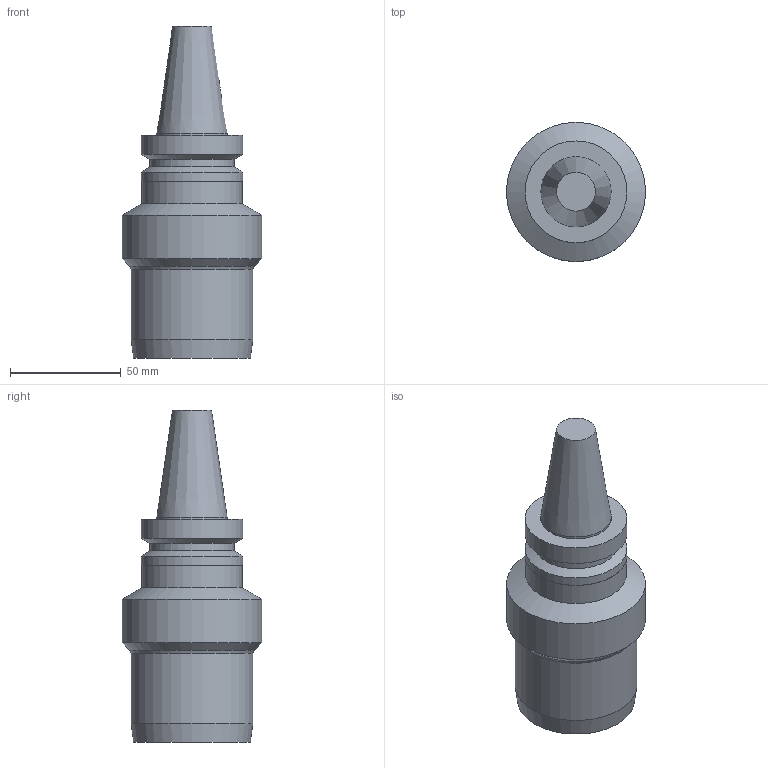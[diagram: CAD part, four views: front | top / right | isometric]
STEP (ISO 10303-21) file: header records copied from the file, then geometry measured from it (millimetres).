
FILE_DESCRIPTION((''),'1');
FILE_NAME('BBT30-HDC1.000-4.stp','2018-02-07T04:42:28',(''),(''),'Spatial Interop R21 SP3','Kubotek KeyCreator 2011 V10.0.2 (22737)',' ');
FILE_SCHEMA(('automotive_design'));
Length unit declared in the file: millimetre
Products named in the file (1): Unnamed[1]
Bounding box: 62.9 x 62.9 x 150 mm (x, y, z)
Volume: 252865.7 mm3; surface area: 25821.8 mm2
Topology: 1 solids, 1 shells, 18 faces, 32 edges, 17 vertices
Faces by surface type: cone 8, cylinder 7, plane 3
Full cylindrical faces by diameter (mm): 31.75 x1, 38 x1, 45.4 x1, 46 x2, 55 x1, 62.9 x1
Entity records: 683 total; most frequent: DIRECTION 72, PRESENTATION_STYLE_ASSIGNMENT 55, COLOUR_RGB 55, CARTESIAN_POINT 53, STYLED_ITEM 36, AXIS2_PLACEMENT_3D 36, CURVE_STYLE 36, DRAUGHTING_PRE_DEFINED_CURVE_FONT 36
